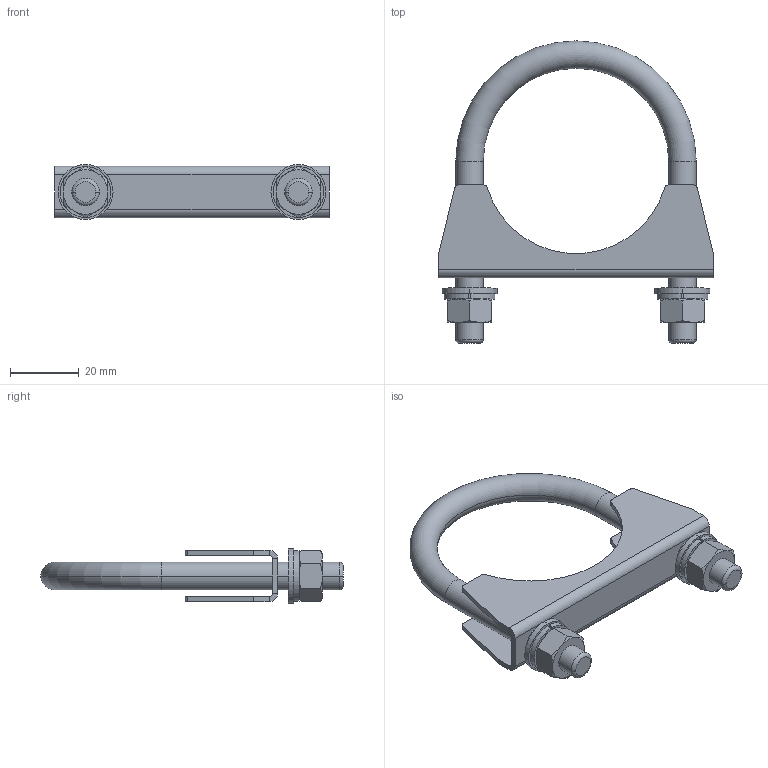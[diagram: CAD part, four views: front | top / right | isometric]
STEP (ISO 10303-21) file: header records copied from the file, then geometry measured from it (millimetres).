
FILE_DESCRIPTION (( 'STEP AP214' ), '1' );
FILE_NAME ('Õîìóò ñòðåìÿíî÷íûé Ì8 54 ìì.STEP', '2021-12-17T04:50:23', ( '' ), ( '' ), 'SwSTEP 2.0', 'SolidWorks 2021', '' );
FILE_SCHEMA (( 'AUTOMOTIVE_DESIGN' ));
Length unit declared in the file: millimetre
Products named in the file (6): Õîìóò ñòðåìÿíî÷íûé Ì8 54 ìì; plain washer grade a_din_Washer DIN 125 - A 8.4; ﾕ黑 54; hex nut style 1 gradeab_iso_ISO - 4032 - M8 - D - N; curved spring lock washer_din_Spring washer DIN 128 - A8; 砑鳧罻 羻檍蠉 54
Assembly tree (8 placements, depth 2):
  Õîìóò ñòðåìÿíî÷íûé Ì8 54 ìì
    砑鳧罻 羻檍蠉 54
    plain washer grade a_din_Washer DIN 125 - A 8.4  x2
    ﾕ黑 54
    curved spring lock washer_din_Spring washer DIN 128 - A8  x2
    hex nut style 1 gradeab_iso_ISO - 4032 - M8 - D - N  x2
Bounding box: 80 x 88 x 16 mm (x, y, z)
Volume: 17484.4 mm3; surface area: 15158.6 mm2
Topology: 8 solids, 8 shells, 138 faces, 306 edges, 184 vertices
Faces by surface type: plane 54, cylinder 42, cone 32, torus 10
Entity records: 3036 total; most frequent: CARTESIAN_POINT 609, DIRECTION 492, ORIENTED_EDGE 432, EDGE_CURVE 216, AXIS2_PLACEMENT_3D 197, VERTEX_POINT 130, EDGE_LOOP 104, VECTOR 98
